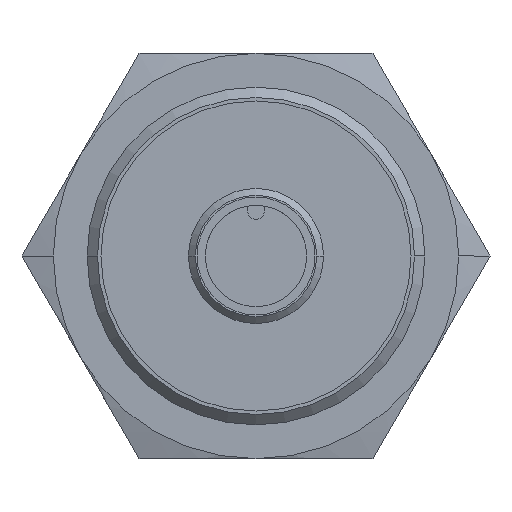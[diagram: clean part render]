
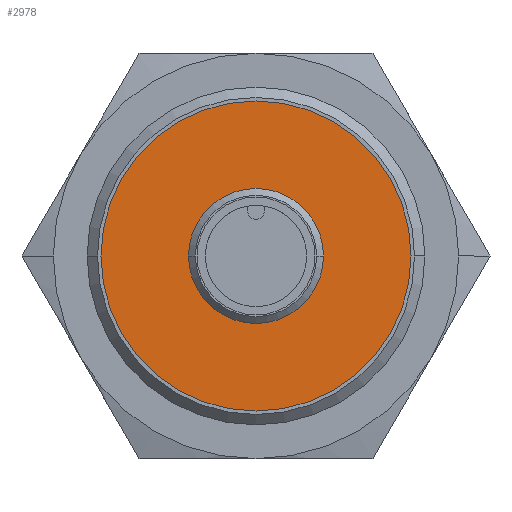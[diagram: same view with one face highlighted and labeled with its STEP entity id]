
A CAD part, left-side view. The second image highlights one B-rep face of the part: STEP entity #2978.
In plain terms, the highlighted face is planar.
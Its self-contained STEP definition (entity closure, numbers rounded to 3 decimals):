
#51 = ORIENTED_EDGE ( 'NONE', *, *, #2679, .T. ) ;
#73 = EDGE_LOOP ( 'NONE', ( #2697, #1389 ) ) ;
#78 = VERTEX_POINT ( 'NONE', #2338 ) ;
#173 = VERTEX_POINT ( 'NONE', #1819 ) ;
#212 = CIRCLE ( 'NONE', #3227, 5.233 ) ;
#334 = AXIS2_PLACEMENT_3D ( 'NONE', #2860, #1203, #2615 ) ;
#401 = DIRECTION ( 'NONE',  ( 0., -1., 0. ) ) ;
#441 = DIRECTION ( 'NONE',  ( 1., 0., 0. ) ) ;
#795 = CIRCLE ( 'NONE', #911, 13.773 ) ;
#800 = EDGE_CURVE ( 'NONE', #1180, #173, #1406, .T. ) ;
#911 = AXIS2_PLACEMENT_3D ( 'NONE', #1547, #1226, #441 ) ;
#976 = FACE_BOUND ( 'NONE', #73, .T. ) ;
#1180 = VERTEX_POINT ( 'NONE', #2110 ) ;
#1203 = DIRECTION ( 'NONE',  ( 0., 1., 0. ) ) ;
#1226 = DIRECTION ( 'NONE',  ( 0., -1., 0. ) ) ;
#1254 = CARTESIAN_POINT ( 'NONE',  ( 6.886, -19.882, 0. ) ) ;
#1389 = ORIENTED_EDGE ( 'NONE', *, *, #3419, .T. ) ;
#1406 = CIRCLE ( 'NONE', #1860, 13.773 ) ;
#1522 = DIRECTION ( 'NONE',  ( 0., 0., -1. ) ) ;
#1547 = CARTESIAN_POINT ( 'NONE',  ( 0., -19.882, 0. ) ) ;
#1687 = EDGE_LOOP ( 'NONE', ( #2731, #51 ) ) ;
#1739 = EDGE_CURVE ( 'NONE', #78, #2167, #212, .T. ) ;
#1819 = CARTESIAN_POINT ( 'NONE',  ( -13.773, -19.882, 0. ) ) ;
#1860 = AXIS2_PLACEMENT_3D ( 'NONE', #2649, #3524, #2968 ) ;
#2110 = CARTESIAN_POINT ( 'NONE',  ( 13.773, -19.882, 0. ) ) ;
#2167 = VERTEX_POINT ( 'NONE', #2407 ) ;
#2306 = FACE_OUTER_BOUND ( 'NONE', #1687, .T. ) ;
#2338 = CARTESIAN_POINT ( 'NONE',  ( 5.233, -19.882, 0. ) ) ;
#2343 = PLANE ( 'NONE',  #3402 ) ;
#2380 = DIRECTION ( 'NONE',  ( 1., 0., 0. ) ) ;
#2407 = CARTESIAN_POINT ( 'NONE',  ( -5.233, -19.882, 0. ) ) ;
#2610 = CIRCLE ( 'NONE', #334, 5.233 ) ;
#2615 = DIRECTION ( 'NONE',  ( 1., 0., 0. ) ) ;
#2649 = CARTESIAN_POINT ( 'NONE',  ( 0., -19.882, 0. ) ) ;
#2679 = EDGE_CURVE ( 'NONE', #173, #1180, #795, .T. ) ;
#2697 = ORIENTED_EDGE ( 'NONE', *, *, #1739, .T. ) ;
#2731 = ORIENTED_EDGE ( 'NONE', *, *, #800, .T. ) ;
#2860 = CARTESIAN_POINT ( 'NONE',  ( 0., -19.882, 0. ) ) ;
#2968 = DIRECTION ( 'NONE',  ( 1., 0., 0. ) ) ;
#2978 = ADVANCED_FACE ( 'NONE', ( #976, #2306 ), #2343, .T. ) ;
#3223 = DIRECTION ( 'NONE',  ( 0., 1., 0. ) ) ;
#3227 = AXIS2_PLACEMENT_3D ( 'NONE', #3463, #3223, #2380 ) ;
#3402 = AXIS2_PLACEMENT_3D ( 'NONE', #1254, #401, #1522 ) ;
#3419 = EDGE_CURVE ( 'NONE', #2167, #78, #2610, .T. ) ;
#3463 = CARTESIAN_POINT ( 'NONE',  ( 0., -19.882, 0. ) ) ;
#3524 = DIRECTION ( 'NONE',  ( 0., -1., 0. ) ) ;
